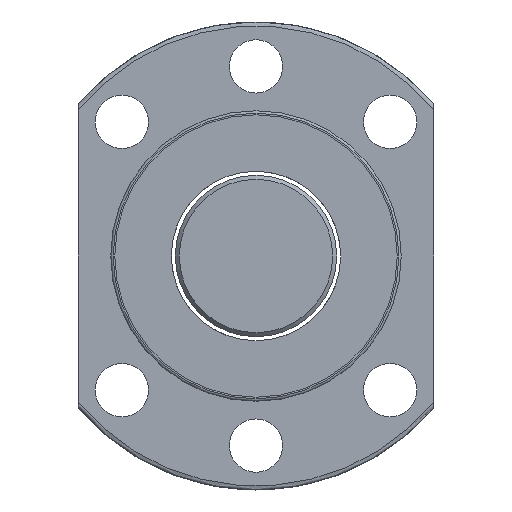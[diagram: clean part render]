
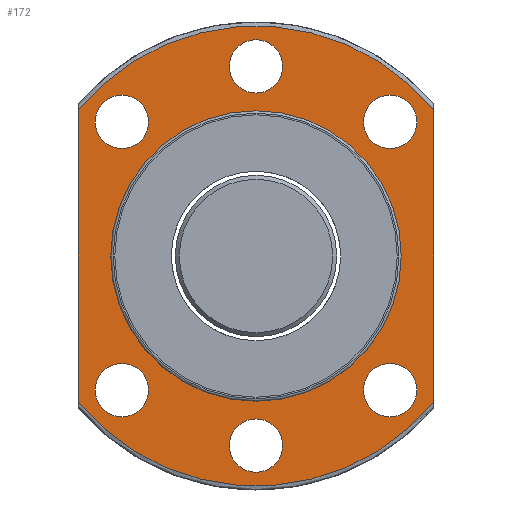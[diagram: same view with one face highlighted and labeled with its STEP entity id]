
A CAD part, left-side view. The second image highlights one B-rep face of the part: STEP entity #172.
In plain terms, the highlighted planar face has unit normal (-1, 0, 0).
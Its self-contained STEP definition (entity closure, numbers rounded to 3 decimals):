
#99=LINE('',#1021,#107);
#100=LINE('',#1022,#108);
#107=VECTOR('',#736,1.);
#108=VECTOR('',#737,1.);
#131=PLANE('',#633);
#146=FACE_OUTER_BOUND('',#330,.T.);
#172=ADVANCED_FACE('',(#263,#264,#265,#266,#267,#268,#269,#146),#131,.F.);
#220=CIRCLE('',#619,28.5);
#223=CIRCLE('',#625,3.3);
#224=CIRCLE('',#626,3.3);
#225=CIRCLE('',#627,3.3);
#226=CIRCLE('',#628,3.3);
#227=CIRCLE('',#629,3.3);
#228=CIRCLE('',#630,3.3);
#229=CIRCLE('',#631,18.);
#230=CIRCLE('',#632,28.5);
#263=FACE_BOUND('',#323,.T.);
#264=FACE_BOUND('',#324,.T.);
#265=FACE_BOUND('',#325,.T.);
#266=FACE_BOUND('',#326,.T.);
#267=FACE_BOUND('',#327,.T.);
#268=FACE_BOUND('',#328,.T.);
#269=FACE_BOUND('',#329,.T.);
#323=EDGE_LOOP('',(#406));
#324=EDGE_LOOP('',(#407));
#325=EDGE_LOOP('',(#408));
#326=EDGE_LOOP('',(#409));
#327=EDGE_LOOP('',(#410));
#328=EDGE_LOOP('',(#411));
#329=EDGE_LOOP('',(#412));
#330=EDGE_LOOP('',(#413,#414,#415,#416));
#406=ORIENTED_EDGE('',*,*,#556,.T.);
#407=ORIENTED_EDGE('',*,*,#557,.T.);
#408=ORIENTED_EDGE('',*,*,#558,.T.);
#409=ORIENTED_EDGE('',*,*,#559,.T.);
#410=ORIENTED_EDGE('',*,*,#560,.T.);
#411=ORIENTED_EDGE('',*,*,#561,.T.);
#412=ORIENTED_EDGE('',*,*,#562,.T.);
#413=ORIENTED_EDGE('',*,*,#563,.F.);
#414=ORIENTED_EDGE('',*,*,#564,.T.);
#415=ORIENTED_EDGE('',*,*,#549,.F.);
#416=ORIENTED_EDGE('',*,*,#565,.F.);
#499=VERTEX_POINT('',#931);
#501=VERTEX_POINT('',#953);
#506=VERTEX_POINT('',#1005);
#507=VERTEX_POINT('',#1007);
#508=VERTEX_POINT('',#1009);
#509=VERTEX_POINT('',#1011);
#510=VERTEX_POINT('',#1013);
#511=VERTEX_POINT('',#1015);
#512=VERTEX_POINT('',#1017);
#513=VERTEX_POINT('',#1019);
#514=VERTEX_POINT('',#1020);
#549=EDGE_CURVE('',#501,#499,#220,.T.);
#556=EDGE_CURVE('',#506,#506,#223,.T.);
#557=EDGE_CURVE('',#507,#507,#224,.T.);
#558=EDGE_CURVE('',#508,#508,#225,.T.);
#559=EDGE_CURVE('',#509,#509,#226,.T.);
#560=EDGE_CURVE('',#510,#510,#227,.T.);
#561=EDGE_CURVE('',#511,#511,#228,.T.);
#562=EDGE_CURVE('',#512,#512,#229,.T.);
#563=EDGE_CURVE('',#513,#514,#230,.T.);
#564=EDGE_CURVE('',#513,#499,#99,.T.);
#565=EDGE_CURVE('',#514,#501,#100,.T.);
#619=AXIS2_PLACEMENT_3D('',#954,#706,#707);
#625=AXIS2_PLACEMENT_3D('',#1004,#720,#721);
#626=AXIS2_PLACEMENT_3D('',#1006,#722,#723);
#627=AXIS2_PLACEMENT_3D('',#1008,#724,#725);
#628=AXIS2_PLACEMENT_3D('',#1010,#726,#727);
#629=AXIS2_PLACEMENT_3D('',#1012,#728,#729);
#630=AXIS2_PLACEMENT_3D('',#1014,#730,#731);
#631=AXIS2_PLACEMENT_3D('',#1016,#732,#733);
#632=AXIS2_PLACEMENT_3D('',#1018,#734,#735);
#633=AXIS2_PLACEMENT_3D('',#1023,#738,#739);
#706=DIRECTION('',(1.,0.,0.));
#707=DIRECTION('',(0.,0.,-1.));
#720=DIRECTION('',(1.,0.,0.));
#721=DIRECTION('',(0.,0.,-1.));
#722=DIRECTION('',(1.,0.,0.));
#723=DIRECTION('',(0.,0.,-1.));
#724=DIRECTION('',(1.,0.,0.));
#725=DIRECTION('',(0.,0.,-1.));
#726=DIRECTION('',(1.,0.,0.));
#727=DIRECTION('',(0.,0.,-1.));
#728=DIRECTION('',(1.,0.,0.));
#729=DIRECTION('',(0.,0.,-1.));
#730=DIRECTION('',(1.,0.,0.));
#731=DIRECTION('',(0.,0.,-1.));
#732=DIRECTION('',(1.,0.,0.));
#733=DIRECTION('',(0.,0.,-1.));
#734=DIRECTION('',(1.,0.,0.));
#735=DIRECTION('',(0.,0.,-1.));
#736=DIRECTION('',(0.,0.,-1.));
#737=DIRECTION('',(0.,0.,-1.));
#738=DIRECTION('',(1.,0.,0.));
#739=DIRECTION('',(0.,0.,-1.));
#931=CARTESIAN_POINT('',(-24.089,22.,-18.118));
#953=CARTESIAN_POINT('',(-24.089,-22.,-18.118));
#954=CARTESIAN_POINT('',(-24.089,0.,0.));
#1004=CARTESIAN_POINT('',(-24.089,0.,-23.5));
#1005=CARTESIAN_POINT('',(-24.089,0.,-26.8));
#1006=CARTESIAN_POINT('',(-24.089,16.617,-16.617));
#1007=CARTESIAN_POINT('',(-24.089,16.617,-19.917));
#1008=CARTESIAN_POINT('',(-24.089,-16.617,-16.617));
#1009=CARTESIAN_POINT('',(-24.089,-16.617,-19.917));
#1010=CARTESIAN_POINT('',(-24.089,0.,23.5));
#1011=CARTESIAN_POINT('',(-24.089,0.,20.2));
#1012=CARTESIAN_POINT('',(-24.089,-16.617,16.617));
#1013=CARTESIAN_POINT('',(-24.089,-16.617,13.317));
#1014=CARTESIAN_POINT('',(-24.089,16.617,16.617));
#1015=CARTESIAN_POINT('',(-24.089,16.617,13.317));
#1016=CARTESIAN_POINT('',(-24.089,0.,0.));
#1017=CARTESIAN_POINT('',(-24.089,0.,-18.));
#1018=CARTESIAN_POINT('',(-24.089,0.,0.));
#1019=CARTESIAN_POINT('',(-24.089,22.,18.118));
#1020=CARTESIAN_POINT('',(-24.089,-22.,18.118));
#1021=CARTESIAN_POINT('',(-24.089,22.,0.));
#1022=CARTESIAN_POINT('',(-24.089,-22.,0.));
#1023=CARTESIAN_POINT('',(-24.089,23.25,0.));
